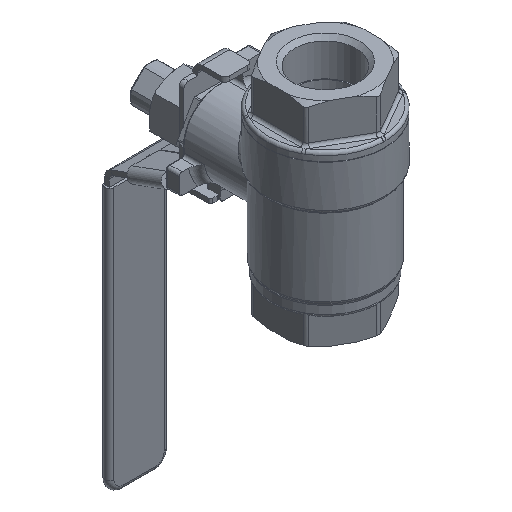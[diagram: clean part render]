
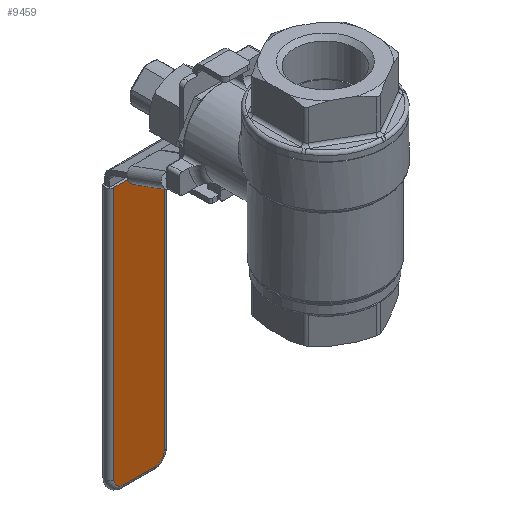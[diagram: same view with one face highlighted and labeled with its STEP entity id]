
A CAD part, isometric view. The second image highlights one B-rep face of the part: STEP entity #9459.
In plain terms, the highlighted planar face has unit normal (0, -1, 0).
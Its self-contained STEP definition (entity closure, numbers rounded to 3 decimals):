
#353=PLANE('',#10373);
#1050=FACE_OUTER_BOUND('',#1589,.T.);
#1589=EDGE_LOOP('',(#7333,#7334,#7335,#7336,#7337,#7338));
#2124=CIRCLE('',#10374,2.237);
#2125=CIRCLE('',#10375,2.237);
#2520=LINE('',#16230,#3236);
#2521=LINE('',#16234,#3237);
#2522=LINE('',#16238,#3238);
#2523=LINE('',#16239,#3239);
#3236=VECTOR('',#12029,11.184);
#3237=VECTOR('',#12032,11.184);
#3238=VECTOR('',#12035,11.184);
#3239=VECTOR('',#12036,11.184);
#4120=VERTEX_POINT('',#16228);
#4121=VERTEX_POINT('',#16229);
#4122=VERTEX_POINT('',#16231);
#4123=VERTEX_POINT('',#16233);
#4124=VERTEX_POINT('',#16235);
#4125=VERTEX_POINT('',#16237);
#5254=EDGE_CURVE('',#4120,#4121,#2520,.T.);
#5255=EDGE_CURVE('',#4122,#4120,#2124,.T.);
#5256=EDGE_CURVE('',#4123,#4122,#2521,.T.);
#5257=EDGE_CURVE('',#4124,#4123,#2125,.T.);
#5258=EDGE_CURVE('',#4125,#4124,#2522,.T.);
#5259=EDGE_CURVE('',#4125,#4121,#2523,.T.);
#7333=ORIENTED_EDGE('',*,*,#5254,.F.);
#7334=ORIENTED_EDGE('',*,*,#5255,.F.);
#7335=ORIENTED_EDGE('',*,*,#5256,.F.);
#7336=ORIENTED_EDGE('',*,*,#5257,.F.);
#7337=ORIENTED_EDGE('',*,*,#5258,.F.);
#7338=ORIENTED_EDGE('',*,*,#5259,.T.);
#9459=ADVANCED_FACE('',(#1050),#353,.T.);
#10373=AXIS2_PLACEMENT_3D('',#16227,#12027,#12028);
#10374=AXIS2_PLACEMENT_3D('',#16232,#12030,#12031);
#10375=AXIS2_PLACEMENT_3D('',#16236,#12033,#12034);
#12027=DIRECTION('center_axis',(0.,-1.,0.));
#12028=DIRECTION('ref_axis',(-1.,0.,0.));
#12029=DIRECTION('',(0.,0.,1.));
#12030=DIRECTION('center_axis',(0.,1.,0.));
#12031=DIRECTION('ref_axis',(-0.707,0.,-0.707));
#12032=DIRECTION('',(-1.,0.,0.));
#12033=DIRECTION('center_axis',(0.,1.,0.));
#12034=DIRECTION('ref_axis',(0.707,0.,-0.707));
#12035=DIRECTION('',(0.,0.,-1.));
#12036=DIRECTION('',(-1.,0.,0.));
#16227=CARTESIAN_POINT('Origin',(7.862,17.563,-20.88));
#16228=CARTESIAN_POINT('',(-5.559,17.563,-82.713));
#16229=CARTESIAN_POINT('',(-5.559,17.563,-20.88));
#16230=CARTESIAN_POINT('',(-5.559,17.563,-20.88));
#16231=CARTESIAN_POINT('',(-3.322,17.563,-84.95));
#16232=CARTESIAN_POINT('Origin',(-3.322,17.563,-82.713));
#16233=CARTESIAN_POINT('',(4.507,17.563,-84.95));
#16234=CARTESIAN_POINT('',(4.227,17.563,-84.95));
#16235=CARTESIAN_POINT('',(6.743,17.563,-82.713));
#16236=CARTESIAN_POINT('Origin',(4.507,17.563,-82.713));
#16237=CARTESIAN_POINT('',(6.743,17.563,-20.88));
#16238=CARTESIAN_POINT('',(6.743,17.563,-20.88));
#16239=CARTESIAN_POINT('',(7.862,17.563,-20.88));
